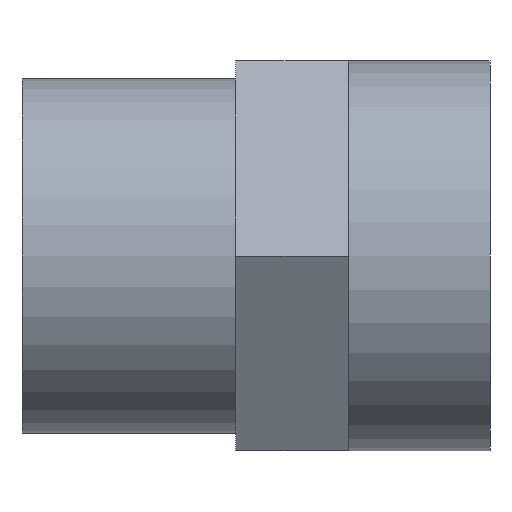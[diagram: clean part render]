
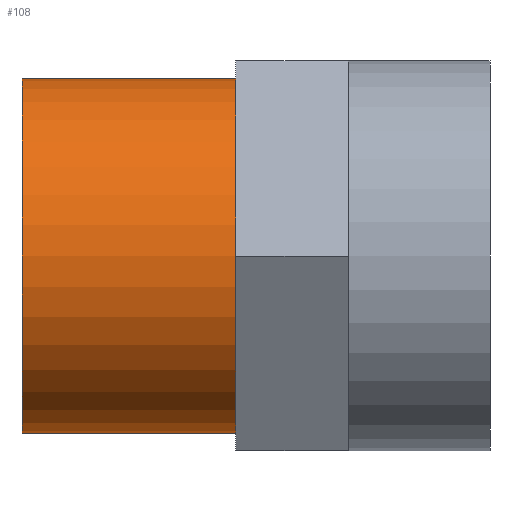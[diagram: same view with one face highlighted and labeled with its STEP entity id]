
A CAD part, front view. The second image highlights one B-rep face of the part: STEP entity #108.
In plain terms, the highlighted cylindrical face has radius 25 mm (diameter 50 mm), a partial arc.
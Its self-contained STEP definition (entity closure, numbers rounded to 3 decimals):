
#108=ADVANCED_FACE('',(#215),#216,.T.);
#215=FACE_OUTER_BOUND('',#315,.T.);
#216=CYLINDRICAL_SURFACE('',#316,25.0);
#315=EDGE_LOOP('',(#548,#549,#550,#551));
#316=AXIS2_PLACEMENT_3D('',#552,#553,#554);
#548=ORIENTED_EDGE('',*,*,#565,.T.);
#549=ORIENTED_EDGE('',*,*,#639,.F.);
#550=ORIENTED_EDGE('',*,*,#567,.T.);
#551=ORIENTED_EDGE('',*,*,#653,.F.);
#552=CARTESIAN_POINT('',(15.08,0.0,0.0));
#553=DIRECTION('',(1.0,0.0,0.0));
#554=DIRECTION('',(0.0,0.0,-1.0));
#565=EDGE_CURVE('',#657,#658,#659,.T.);
#567=EDGE_CURVE('',#662,#660,#663,.T.);
#639=EDGE_CURVE('',#662,#658,#769,.T.);
#653=EDGE_CURVE('',#657,#660,#783,.T.);
#657=VERTEX_POINT('',#787);
#658=VERTEX_POINT('',#788);
#659=LINE('',#789,#790);
#660=VERTEX_POINT('',#791);
#662=VERTEX_POINT('',#793);
#663=LINE('',#794,#795);
#769=CIRCLE('',#929,25.0);
#783=CIRCLE('',#949,25.0);
#787=CARTESIAN_POINT('',(0.0,0.0,-25.0));
#788=CARTESIAN_POINT('',(30.16,0.0,-25.0));
#789=CARTESIAN_POINT('',(15.08,0.,-25.0));
#790=VECTOR('',#952,1.0);
#791=CARTESIAN_POINT('',(0.0,0.,25.0));
#793=CARTESIAN_POINT('',(30.16,0.,25.0));
#794=CARTESIAN_POINT('',(15.08,0.,25.0));
#795=VECTOR('',#956,1.0);
#929=AXIS2_PLACEMENT_3D('',#1054,#1055,#1056);
#949=AXIS2_PLACEMENT_3D('',#1063,#1064,#1065);
#952=DIRECTION('',(1.0,0.0,0.0));
#956=DIRECTION('',(-1.0,-0.0,-0.0));
#1054=CARTESIAN_POINT('',(30.16,0.0,0.0));
#1055=DIRECTION('',(1.0,0.0,0.0));
#1056=DIRECTION('',(0.0,0.0,-1.0));
#1063=CARTESIAN_POINT('',(0.0,0.0,0.0));
#1064=DIRECTION('',(-1.0,0.0,0.0));
#1065=DIRECTION('',(0.0,0.0,-1.0));
